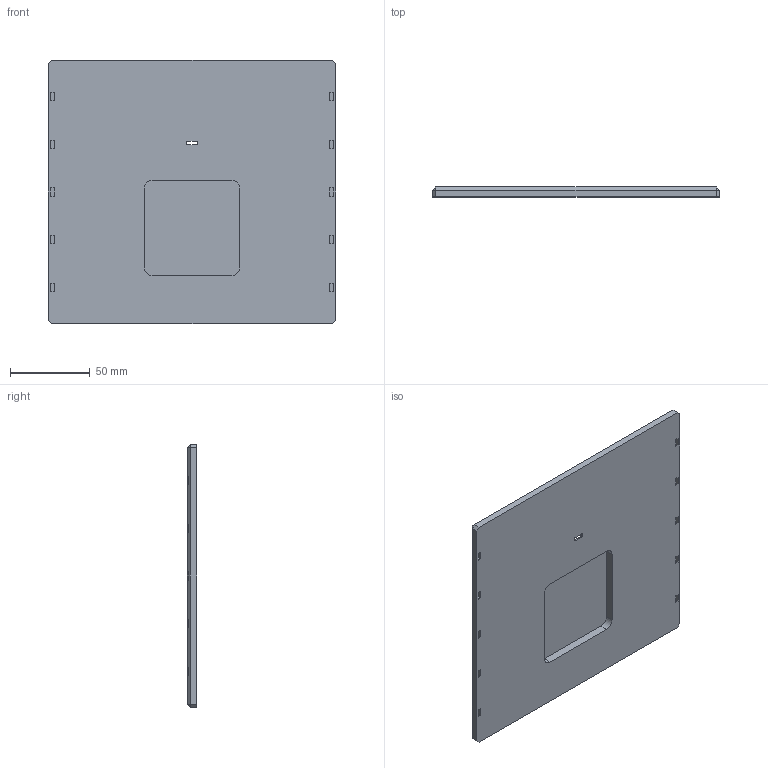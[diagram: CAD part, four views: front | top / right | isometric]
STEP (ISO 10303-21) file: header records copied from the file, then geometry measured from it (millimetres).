
FILE_DESCRIPTION (( 'STEP AP214' ), '1' );
FILE_NAME ('max-corian-2.STEP', '2019-09-10T18:58:15', ( '' ), ( '' ), 'SwSTEP 2.0', 'SolidWorks 2018', '' );
FILE_SCHEMA (( 'AUTOMOTIVE_DESIGN' ));
Length unit declared in the file: millimetre
Products named in the file (1): max-corian-2
Bounding box: 180 x 6 x 165 mm (x, y, z)
Volume: 152127.3 mm3; surface area: 65327.9 mm2
Topology: 1 solids, 1 shells, 102 faces, 244 edges, 156 vertices
Faces by surface type: plane 94, cylinder 8
Entity records: 2988 total; most frequent: CARTESIAN_POINT 503, ORIENTED_EDGE 488, DIRECTION 466, EDGE_CURVE 244, LINE 228, VECTOR 228, VERTEX_POINT 156, AXIS2_PLACEMENT_3D 119
